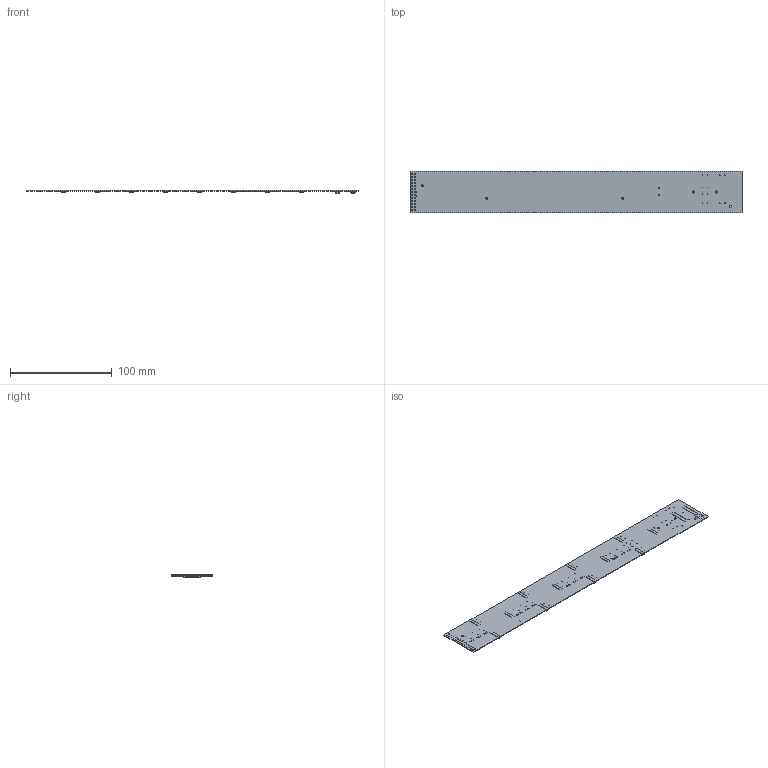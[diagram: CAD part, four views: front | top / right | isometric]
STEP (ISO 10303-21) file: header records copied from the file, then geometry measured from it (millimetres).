
FILE_DESCRIPTION(('Open CASCADE Model'),'2;1');
FILE_NAME('Open CASCADE Shape Model','2015-12-21T11:56:11',('Author'),( 'Open CASCADE'),'Open CASCADE STEP processor 6.5','Open CASCADE 6.5' ,'Unknown');
FILE_SCHEMA(('AUTOMOTIVE_DESIGN { 1 0 10303 214 1 1 1 1 }'));
Length unit declared in the file: millimetre
Products named in the file (138): PCB; BoardCB_L3_v1.3.1; C51CB_L3_v1.3.1; 0402-C; C50CB_L3_v1.3.1; C47CB_L3_v1.3.1; C46CB_L3_v1.3.1; C45CB_L3_v1.3.1; C41CB_L3_v1.3.1; C40CB_L3_v1.3.1; C37CB_L3_v1.3.1; C36CB_L3_v1.3.1; C35CB_L3_v1.3.1; C55CB_L3_v1.3.1; C31CB_L3_v1.3.1; C30CB_L3_v1.3.1; C27CB_L3_v1.3.1; C26CB_L3_v1.3.1; C25CB_L3_v1.3.1; MC3CB_L3_v1.3.1; 547212176; Extruded; MC2CB_L3_v1.3.1; MC1CB_L3_v1.3.1; R6CB_L3_v1.3.1; 0402-R; R5CB_L3_v1.3.1; R4CB_L3_v1.3.1; R3CB_L3_v1.3.1; R2CB_L3_v1.3.1; R1CB_L3_v1.3.1; R10CB_L3_v1.3.1; 0603-R; CON3CB_L3_v1.3.1; Molex_54722-0244-simplified; CON331CB_L3_v1.3.1; Molex_502598-3393-simplified; R38CB_L3_v1.3.1; R37CB_L3_v1.3.1; R36CB_L3_v1.3.1 ...
Assembly tree (258 placements, depth 4):
  PCB
    BoardCB_L3_v1.3.1
    C51CB_L3_v1.3.1
      0402-C
    C50CB_L3_v1.3.1
      0402-C
    C47CB_L3_v1.3.1
      0402-C
    C46CB_L3_v1.3.1
      0402-C
    C45CB_L3_v1.3.1
      0402-C
    C41CB_L3_v1.3.1
      0402-C
    C40CB_L3_v1.3.1
      0402-C
    C37CB_L3_v1.3.1
      0402-C
    C36CB_L3_v1.3.1
      0402-C
    C35CB_L3_v1.3.1
      0402-C
    C55CB_L3_v1.3.1
      0402-C
    C31CB_L3_v1.3.1
      0402-C
    C30CB_L3_v1.3.1
      0402-C
    C27CB_L3_v1.3.1
      0402-C
    C26CB_L3_v1.3.1
      0402-C
    C25CB_L3_v1.3.1
      0402-C
    MC3CB_L3_v1.3.1
      547212176
        Extruded
    MC2CB_L3_v1.3.1
      547212176
        Extruded
    MC1CB_L3_v1.3.1
      547212176
        Extruded
    R6CB_L3_v1.3.1
      0402-R
    R5CB_L3_v1.3.1
      0402-R
    R4CB_L3_v1.3.1
      0402-R
    R3CB_L3_v1.3.1
      0402-R
    R2CB_L3_v1.3.1
      0402-R
    R1CB_L3_v1.3.1
      0402-R
    R10CB_L3_v1.3.1
      0603-R
    CON3CB_L3_v1.3.1
      Molex_54722-0244-simplified
    CON331CB_L3_v1.3.1
Bounding box: 327 x 41 x 3.04 mm (x, y, z)
Volume: 8872.9 mm3; surface area: 31790.6 mm2
Topology: 129 solids, 129 shells, 7508 faces, 18802 edges, 11436 vertices
Faces by surface type: plane 5892, cylinder 1168, sphere 448
Full cylindrical faces by diameter (mm): 0.7 x42, 2 x5, 2.05 x1
Entity records: 55504 total; most frequent: CARTESIAN_POINT 9796, DIRECTION 8154, LINE 5846, VECTOR 5846, ORIENTED_EDGE 4132, PCURVE 4132, DEFINITIONAL_REPRESENTATION 4132, EDGE_CURVE 2066
